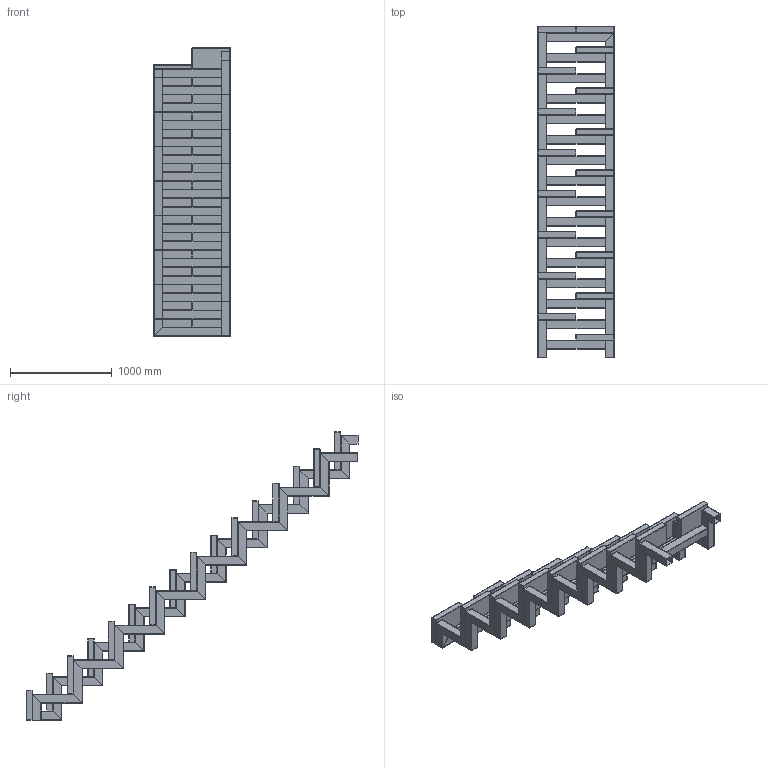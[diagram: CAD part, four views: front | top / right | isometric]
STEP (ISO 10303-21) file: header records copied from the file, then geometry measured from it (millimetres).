
FILE_DESCRIPTION(('FreeCAD Model'),'2;1');
FILE_NAME('Open CASCADE Shape Model','2025-05-01T21:36:53',('FreeCAD'),( 'FreeCAD'),'Open CASCADE STEP processor 7.6','FreeCAD','Unknown');
FILE_SCHEMA(('AUTOMOTIVE_DESIGN { 1 0 10303 214 1 1 1 1 }'));
Length unit declared in the file: millimetre
Products named in the file (1): Open CASCADE STEP translator 7.6 1
Bounding box: 752.77 x 3261.99 x 2836.27 mm (x, y, z)
Volume: 168336743.1 mm3; surface area: 19948522.7 mm2
Topology: 32 solids, 32 shells, 1048 faces, 2292 edges, 1178 vertices
Faces by surface type: bspline 1048
Entity records: 24910 total; most frequent: CARTESIAN_POINT 11933, ORIENTED_EDGE 4324, EDGE_CURVE 2162, B_SPLINE_CURVE_WITH_KNOTS 1504, VERTEX_POINT 1178, FACE_BOUND 1080, EDGE_LOOP 1080, ADVANCED_FACE 1048
